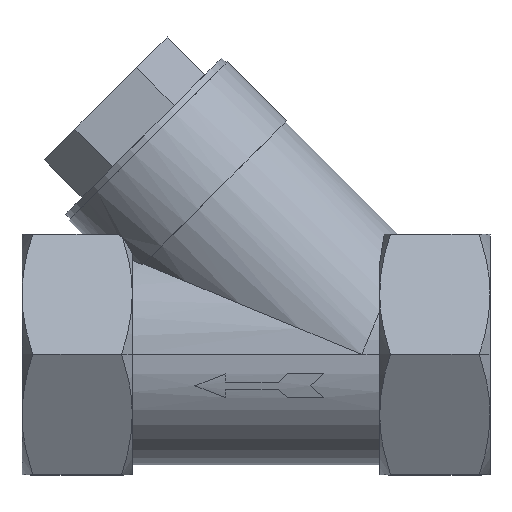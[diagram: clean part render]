
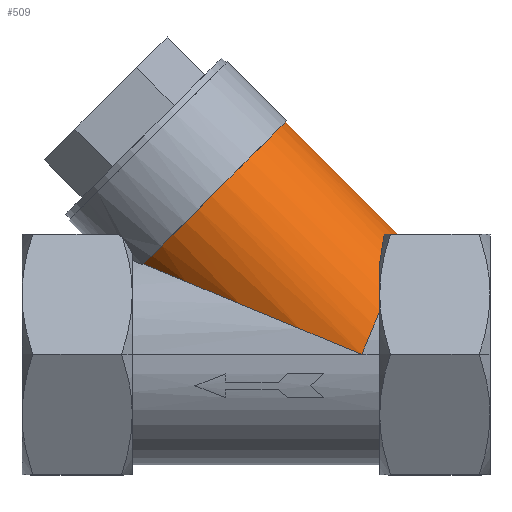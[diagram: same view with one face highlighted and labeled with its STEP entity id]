
A CAD part, top view. The second image highlights one B-rep face of the part: STEP entity #509.
In plain terms, the highlighted cylindrical face has radius 33 mm (diameter 66 mm), a partial arc.
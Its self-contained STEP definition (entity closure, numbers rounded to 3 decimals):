
#147 = LINE ( 'NONE', #1498, #159 ) ;
#159 = VECTOR ( 'NONE', #1488, 1000. ) ;
#346 = EDGE_LOOP ( 'NONE', ( #2594, #2596, #2598, #2600, #2602, #2604, #2606 ) ) ;
#509 = ADVANCED_FACE ( 'NONE', ( #2866 ), #2877, .T. ) ;
#575 = AXIS2_PLACEMENT_3D ( 'NONE', #1416, #1417, #1418 ) ;
#613 = B_SPLINE_CURVE_WITH_KNOTS ( 'NONE', 3,
 ( #1283, #1285, #1290, #1291, #1292, #1293, #1294, #1295, #1296, #1297 ),
 .UNSPECIFIED., .F., .F.,
 ( 4, 2, 2, 2, 4 ),
 ( 0., 0.007, 0.009, 0.01, 0.014 ),
 .UNSPECIFIED. ) ;
#617 =( BOUNDED_CURVE ( )  B_SPLINE_CURVE ( 3, ( #1327, #1322, #1335, #1336 ),
 .UNSPECIFIED., .F., .F. ) 
 B_SPLINE_CURVE_WITH_KNOTS ( ( 4, 4 ),
 ( 1.973, 2.339 ),
 .UNSPECIFIED. ) 
 CURVE ( )  GEOMETRIC_REPRESENTATION_ITEM ( )  RATIONAL_B_SPLINE_CURVE ( ( 1., 0.989, 0.989, 1. ) ) 
 REPRESENTATION_ITEM ( '' )  );
#633 =( BOUNDED_CURVE ( )  B_SPLINE_CURVE ( 3, ( #1596, #1590, #1589, #1598 ),
 .UNSPECIFIED., .F., .F. ) 
 B_SPLINE_CURVE_WITH_KNOTS ( ( 4, 4 ),
 ( 3.751, 4.712 ),
 .UNSPECIFIED. ) 
 CURVE ( )  GEOMETRIC_REPRESENTATION_ITEM ( )  RATIONAL_B_SPLINE_CURVE ( ( 1., 0.924, 0.924, 1. ) ) 
 REPRESENTATION_ITEM ( '' )  );
#635 =( BOUNDED_CURVE ( )  B_SPLINE_CURVE ( 3, ( #1600, #1599, #1604, #1605 ),
 .UNSPECIFIED., .F., .F. ) 
 B_SPLINE_CURVE_WITH_KNOTS ( ( 4, 4 ),
 ( 4.712, 5.115 ),
 .UNSPECIFIED. ) 
 CURVE ( )  GEOMETRIC_REPRESENTATION_ITEM ( )  RATIONAL_B_SPLINE_CURVE ( ( 1., 0.987, 0.987, 1. ) ) 
 REPRESENTATION_ITEM ( '' )  );
#679 = EDGE_CURVE ( 'NONE', #2652, #2638, #1362, .T. ) ;
#732 = EDGE_CURVE ( 'NONE', #2720, #2652, #613, .T. ) ;
#804 = AXIS2_PLACEMENT_3D ( 'NONE', #856, #855, #850 ) ;
#827 = EDGE_CURVE ( 'NONE', #2693, #2720, #617, .T. ) ;
#850 = DIRECTION ( 'NONE',  ( 0.707, 0.707, 0. ) ) ;
#855 = DIRECTION ( 'NONE',  ( 0.707, -0.707, 0. ) ) ;
#856 = CARTESIAN_POINT ( 'NONE',  ( 31.645, 0., 0. ) ) ;
#1004 = CARTESIAN_POINT ( 'NONE',  ( 42.314, 36., 4.588 ) ) ;
#1005 = CARTESIAN_POINT ( 'NONE',  ( 40.98, 36., 9.079 ) ) ;
#1007 = CARTESIAN_POINT ( 'NONE',  ( 38.369, 36., 13.279 ) ) ;
#1008 = CARTESIAN_POINT ( 'NONE',  ( 42.314, 36., 0. ) ) ;
#1283 = CARTESIAN_POINT ( 'NONE',  ( 37., 27.065, 23.738 ) ) ;
#1285 = CARTESIAN_POINT ( 'NONE',  ( 37.253, 28.895, 22.315 ) ) ;
#1290 = CARTESIAN_POINT ( 'NONE',  ( 37.502, 30.568, 20.74 ) ) ;
#1291 = CARTESIAN_POINT ( 'NONE',  ( 37.794, 32.446, 18.561 ) ) ;
#1292 = CARTESIAN_POINT ( 'NONE',  ( 37.851, 32.811, 18.115 ) ) ;
#1293 = CARTESIAN_POINT ( 'NONE',  ( 37.964, 33.518, 17.2 ) ) ;
#1294 = CARTESIAN_POINT ( 'NONE',  ( 38.019, 33.861, 16.73 ) ) ;
#1295 = CARTESIAN_POINT ( 'NONE',  ( 38.178, 34.849, 15.297 ) ) ;
#1296 = CARTESIAN_POINT ( 'NONE',  ( 38.278, 35.453, 14.306 ) ) ;
#1297 = CARTESIAN_POINT ( 'NONE',  ( 38.369, 36., 13.279 ) ) ;
#1322 = CARTESIAN_POINT ( 'NONE',  ( 37., 18.187, 28.779 ) ) ;
#1327 = CARTESIAN_POINT ( 'NONE',  ( 37., 12.927, 30.363 ) ) ;
#1335 = CARTESIAN_POINT ( 'NONE',  ( 37., 22.953, 26.546 ) ) ;
#1336 = CARTESIAN_POINT ( 'NONE',  ( 37., 27.065, 23.738 ) ) ;
#1362 =( BOUNDED_CURVE ( )  B_SPLINE_CURVE ( 3, ( #1007, #1005, #1004, #1008 ),
 .UNSPECIFIED., .F., .T. ) 
 B_SPLINE_CURVE_WITH_KNOTS ( ( 4, 4 ),
 ( 5.869, 6.283 ),
 .UNSPECIFIED. ) 
 CURVE ( )  GEOMETRIC_REPRESENTATION_ITEM ( )  RATIONAL_B_SPLINE_CURVE ( ( 1., 0.986, 0.986, 1. ) ) 
 REPRESENTATION_ITEM ( '' )  );
#1416 = CARTESIAN_POINT ( 'NONE',  ( -14.564, 46.21, 0. ) ) ;
#1417 = DIRECTION ( 'NONE',  ( 0.707, -0.707, 0. ) ) ;
#1418 = DIRECTION ( 'NONE',  ( 0.707, 0.707, 0. ) ) ;
#1488 = DIRECTION ( 'NONE',  ( 0.707, -0.707, 0. ) ) ;
#1498 = CARTESIAN_POINT ( 'NONE',  ( 54.98, 23.335, 0. ) ) ;
#1589 = CARTESIAN_POINT ( 'NONE',  ( 5.064, 11.01, 33. ) ) ;
#1590 = CARTESIAN_POINT ( 'NONE',  ( -18.501, 20.771, 27.907 ) ) ;
#1596 = CARTESIAN_POINT ( 'NONE',  ( -33.705, 27.069, 18.875 ) ) ;
#1598 = CARTESIAN_POINT ( 'NONE',  ( 31.645, 0., 33. ) ) ;
#1599 = CARTESIAN_POINT ( 'NONE',  ( 33.492, 4.458, 33. ) ) ;
#1600 = CARTESIAN_POINT ( 'NONE',  ( 31.645, 0., 33. ) ) ;
#1604 = CARTESIAN_POINT ( 'NONE',  ( 35.301, 8.826, 32.109 ) ) ;
#1605 = CARTESIAN_POINT ( 'NONE',  ( 37., 12.927, 30.363 ) ) ;
#1873 = CARTESIAN_POINT ( 'NONE',  ( 31.645, 0., 33. ) ) ;
#1877 = CARTESIAN_POINT ( 'NONE',  ( 42.314, 36., 0. ) ) ;
#1885 = CARTESIAN_POINT ( 'NONE',  ( 8.77, 69.544, 0. ) ) ;
#1891 = CARTESIAN_POINT ( 'NONE',  ( 38.369, 36., 13.279 ) ) ;
#1904 = CARTESIAN_POINT ( 'NONE',  ( -33.705, 27.069, 18.875 ) ) ;
#1932 = CARTESIAN_POINT ( 'NONE',  ( 37., 12.927, 30.363 ) ) ;
#1959 = CARTESIAN_POINT ( 'NONE',  ( 37., 27.065, 23.738 ) ) ;
#2315 = EDGE_CURVE ( 'NONE', #2646, #2665, #2997, .T. ) ;
#2351 = EDGE_CURVE ( 'NONE', #2646, #2638, #147, .T. ) ;
#2378 = EDGE_CURVE ( 'NONE', #2665, #2634, #633, .T. ) ;
#2380 = EDGE_CURVE ( 'NONE', #2634, #2693, #635, .T. ) ;
#2594 = ORIENTED_EDGE ( 'NONE', *, *, #2351, .F. ) ;
#2596 = ORIENTED_EDGE ( 'NONE', *, *, #2315, .T. ) ;
#2598 = ORIENTED_EDGE ( 'NONE', *, *, #2378, .T. ) ;
#2600 = ORIENTED_EDGE ( 'NONE', *, *, #2380, .T. ) ;
#2602 = ORIENTED_EDGE ( 'NONE', *, *, #827, .T. ) ;
#2604 = ORIENTED_EDGE ( 'NONE', *, *, #732, .T. ) ;
#2606 = ORIENTED_EDGE ( 'NONE', *, *, #679, .T. ) ;
#2634 = VERTEX_POINT ( 'NONE', #1873 ) ;
#2638 = VERTEX_POINT ( 'NONE', #1877 ) ;
#2646 = VERTEX_POINT ( 'NONE', #1885 ) ;
#2652 = VERTEX_POINT ( 'NONE', #1891 ) ;
#2665 = VERTEX_POINT ( 'NONE', #1904 ) ;
#2693 = VERTEX_POINT ( 'NONE', #1932 ) ;
#2720 = VERTEX_POINT ( 'NONE', #1959 ) ;
#2866 = FACE_OUTER_BOUND ( 'NONE', #346, .T. ) ;
#2877 = CYLINDRICAL_SURFACE ( 'NONE', #804, 33. ) ;
#2997 = CIRCLE ( 'NONE', #575, 33. ) ;
